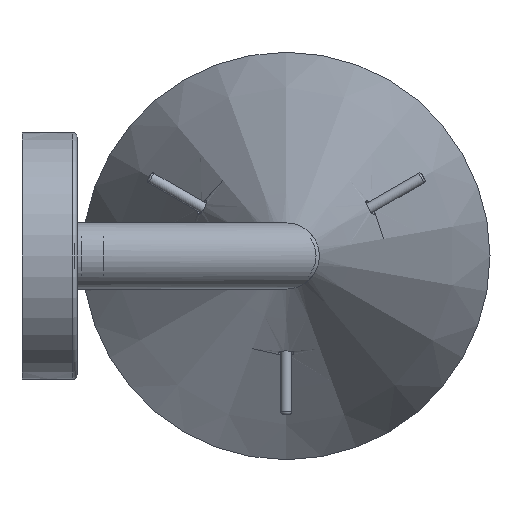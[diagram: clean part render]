
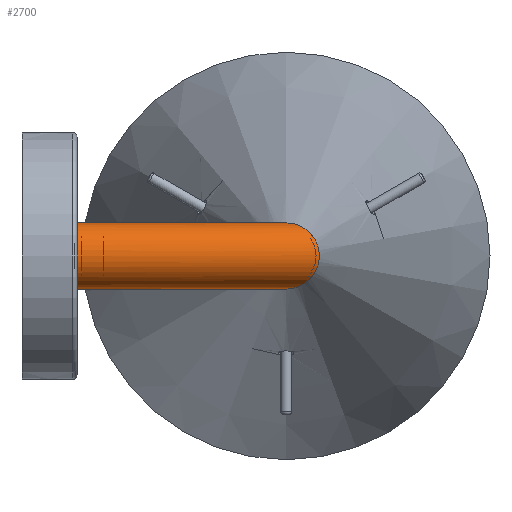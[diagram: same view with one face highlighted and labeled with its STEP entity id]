
A CAD part, front view. The second image highlights one B-rep face of the part: STEP entity #2700.
In plain terms, the highlighted cylindrical face has radius 15 mm (diameter 30 mm), a full revolution.
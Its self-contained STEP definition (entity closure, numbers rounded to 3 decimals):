
#53=ELLIPSE('',#3139,21.213,15.);
#54=ELLIPSE('',#3141,21.213,15.);
#335=CIRCLE('',#3144,15.);
#336=CIRCLE('',#3145,15.);
#517=FACE_OUTER_BOUND('',#693,.T.);
#693=EDGE_LOOP('',(#2189,#2190,#2191,#2192,#2193,#2194));
#843=LINE('',#5495,#981);
#981=VECTOR('',#3765,15.);
#1256=VERTEX_POINT('',#5485);
#1257=VERTEX_POINT('',#5486);
#1259=VERTEX_POINT('',#5494);
#1260=VERTEX_POINT('',#5496);
#1590=EDGE_CURVE('',#1256,#1257,#53,.T.);
#1593=EDGE_CURVE('',#1257,#1256,#54,.T.);
#1594=EDGE_CURVE('',#1257,#1259,#843,.T.);
#1595=EDGE_CURVE('',#1259,#1260,#335,.T.);
#1596=EDGE_CURVE('',#1260,#1259,#336,.T.);
#2189=ORIENTED_EDGE('',*,*,#1593,.T.);
#2190=ORIENTED_EDGE('',*,*,#1590,.T.);
#2191=ORIENTED_EDGE('',*,*,#1594,.T.);
#2192=ORIENTED_EDGE('',*,*,#1595,.T.);
#2193=ORIENTED_EDGE('',*,*,#1596,.T.);
#2194=ORIENTED_EDGE('',*,*,#1594,.F.);
#2584=CYLINDRICAL_SURFACE('',#3143,15.);
#2700=ADVANCED_FACE('',(#517),#2584,.T.);
#3139=AXIS2_PLACEMENT_3D('',#5487,#3754,#3755);
#3141=AXIS2_PLACEMENT_3D('',#5491,#3759,#3760);
#3143=AXIS2_PLACEMENT_3D('',#5493,#3763,#3764);
#3144=AXIS2_PLACEMENT_3D('',#5497,#3766,#3767);
#3145=AXIS2_PLACEMENT_3D('',#5498,#3768,#3769);
#3754=DIRECTION('center_axis',(0.,0.707,-0.707));
#3755=DIRECTION('ref_axis',(0.,0.707,0.707));
#3759=DIRECTION('center_axis',(0.,0.707,-0.707));
#3760=DIRECTION('ref_axis',(0.,0.707,0.707));
#3763=DIRECTION('center_axis',(0.,-1.,0.));
#3764=DIRECTION('ref_axis',(1.,0.,0.));
#3765=DIRECTION('',(0.,1.,0.));
#3766=DIRECTION('center_axis',(0.,-1.,0.));
#3767=DIRECTION('ref_axis',(1.,0.,0.));
#3768=DIRECTION('center_axis',(0.,-1.,0.));
#3769=DIRECTION('ref_axis',(1.,0.,0.));
#5485=CARTESIAN_POINT('',(15.,9.719,0.));
#5486=CARTESIAN_POINT('',(-15.,9.719,0.));
#5487=CARTESIAN_POINT('Origin',(0.,9.719,0.));
#5491=CARTESIAN_POINT('Origin',(0.,9.719,0.));
#5493=CARTESIAN_POINT('Origin',(0.,49.719,0.));
#5494=CARTESIAN_POINT('',(-15.,104.719,0.));
#5495=CARTESIAN_POINT('',(-15.,49.719,0.));
#5496=CARTESIAN_POINT('',(15.,104.719,0.));
#5497=CARTESIAN_POINT('Origin',(0.,104.719,0.));
#5498=CARTESIAN_POINT('Origin',(0.,104.719,0.));
